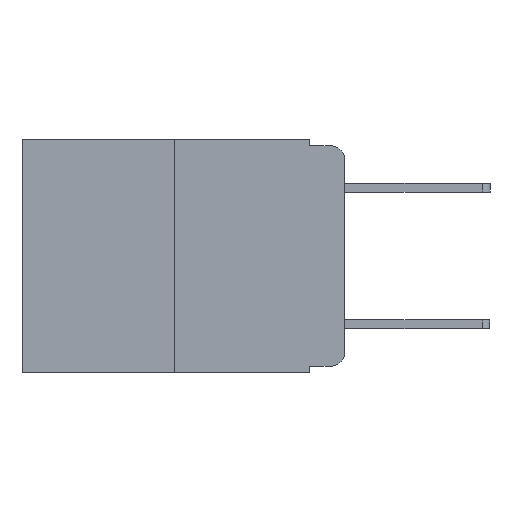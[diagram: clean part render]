
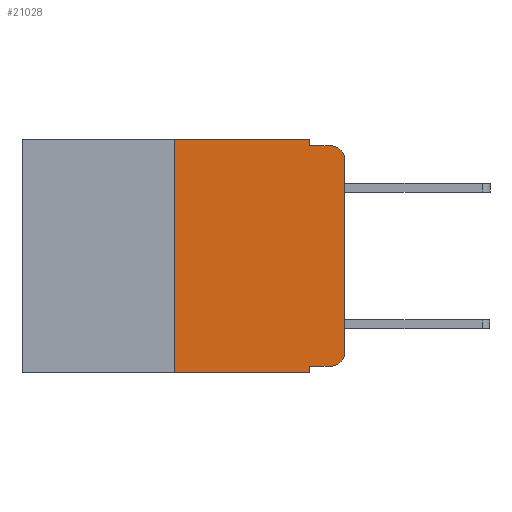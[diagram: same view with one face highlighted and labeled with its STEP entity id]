
A CAD part, left-side view. The second image highlights one B-rep face of the part: STEP entity #21028.
In plain terms, the highlighted planar face has unit normal (-1, 0, 0).
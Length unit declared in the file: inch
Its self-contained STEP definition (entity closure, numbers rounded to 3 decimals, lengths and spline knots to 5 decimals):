
#70 = EDGE_CURVE ( 'NONE', #9218, #3963, #22263, .T. ) ;
#396 = VERTEX_POINT ( 'NONE', #8719 ) ;
#707 = VECTOR ( 'NONE', #13227, 39.37008 ) ;
#885 = DIRECTION ( 'NONE',  ( 0., -1., 0. ) ) ;
#1021 = ORIENTED_EDGE ( 'NONE', *, *, #13191, .F. ) ;
#1255 = CARTESIAN_POINT ( 'NONE',  ( 0., 0.473, 0. ) ) ;
#1384 = EDGE_CURVE ( 'NONE', #9218, #4813, #21389, .T. ) ;
#1856 = EDGE_CURVE ( 'NONE', #4232, #4457, #14893, .T. ) ;
#1984 = ORIENTED_EDGE ( 'NONE', *, *, #13984, .T. ) ;
#1985 = CARTESIAN_POINT ( 'NONE',  ( 0., 0.051, -0.333 ) ) ;
#2108 = ORIENTED_EDGE ( 'NONE', *, *, #21876, .T. ) ;
#2301 = CARTESIAN_POINT ( 'NONE',  ( 0., 0.02, -0.313 ) ) ;
#2462 = LINE ( 'NONE', #19631, #20892 ) ;
#3037 = DIRECTION ( 'NONE',  ( 0., 0., -1. ) ) ;
#3859 = VERTEX_POINT ( 'NONE', #20071 ) ;
#3963 = VERTEX_POINT ( 'NONE', #23154 ) ;
#4232 = VERTEX_POINT ( 'NONE', #15834 ) ;
#4450 = AXIS2_PLACEMENT_3D ( 'NONE', #18734, #9670, #22279 ) ;
#4457 = VERTEX_POINT ( 'NONE', #21366 ) ;
#4813 = VERTEX_POINT ( 'NONE', #12459 ) ;
#5021 = ORIENTED_EDGE ( 'NONE', *, *, #15010, .F. ) ;
#5255 = EDGE_CURVE ( 'NONE', #15254, #12279, #2462, .T. ) ;
#5372 = ORIENTED_EDGE ( 'NONE', *, *, #1856, .T. ) ;
#5841 = LINE ( 'NONE', #1985, #707 ) ;
#5876 = PLANE ( 'NONE',  #4450 ) ;
#5974 = VECTOR ( 'NONE', #13046, 39.37008 ) ;
#6503 = DIRECTION ( 'NONE',  ( -1., 0., 0. ) ) ;
#6605 = CARTESIAN_POINT ( 'NONE',  ( 0., 0.051, -0.01 ) ) ;
#6616 = LINE ( 'NONE', #10638, #20044 ) ;
#7158 = DIRECTION ( 'NONE',  ( 0., 0., 1. ) ) ;
#7273 = ORIENTED_EDGE ( 'NONE', *, *, #18813, .F. ) ;
#7509 = ORIENTED_EDGE ( 'NONE', *, *, #5255, .F. ) ;
#8719 = CARTESIAN_POINT ( 'NONE',  ( 0., 0., -0.03 ) ) ;
#9218 = VERTEX_POINT ( 'NONE', #21603 ) ;
#9670 = DIRECTION ( 'NONE',  ( 1., 0., 0. ) ) ;
#10077 = VECTOR ( 'NONE', #7158, 39.37008 ) ;
#10592 = DIRECTION ( 'NONE',  ( 0., 0., -1. ) ) ;
#10600 = DIRECTION ( 'NONE',  ( 0., 0., -1. ) ) ;
#10638 = CARTESIAN_POINT ( 'NONE',  ( 0., 0.051, 0. ) ) ;
#10729 = EDGE_CURVE ( 'NONE', #3859, #4232, #5841, .T. ) ;
#11202 = CARTESIAN_POINT ( 'NONE',  ( 0., 0., 0. ) ) ;
#11367 = LINE ( 'NONE', #1255, #20971 ) ;
#11468 = LINE ( 'NONE', #6605, #21614 ) ;
#12139 = VECTOR ( 'NONE', #17952, 39.37008 ) ;
#12279 = VERTEX_POINT ( 'NONE', #16799 ) ;
#12459 = CARTESIAN_POINT ( 'NONE',  ( 0., 0.25, 0. ) ) ;
#12642 = ORIENTED_EDGE ( 'NONE', *, *, #1384, .F. ) ;
#12664 = CARTESIAN_POINT ( 'NONE',  ( 0., 0.25, 0. ) ) ;
#13046 = DIRECTION ( 'NONE',  ( 0., 0., 1. ) ) ;
#13191 = EDGE_CURVE ( 'NONE', #3859, #3963, #6616, .T. ) ;
#13227 = DIRECTION ( 'NONE',  ( 0., -1., 0. ) ) ;
#13984 = EDGE_CURVE ( 'NONE', #4457, #396, #20562, .T. ) ;
#14371 = DIRECTION ( 'NONE',  ( 0., -1., 0. ) ) ;
#14584 = ORIENTED_EDGE ( 'NONE', *, *, #10729, .T. ) ;
#14613 = ORIENTED_EDGE ( 'NONE', *, *, #70, .T. ) ;
#14893 = CIRCLE ( 'NONE', #23263, 0.02 ) ;
#15010 = EDGE_CURVE ( 'NONE', #4813, #15254, #11367, .T. ) ;
#15254 = VERTEX_POINT ( 'NONE', #21471 ) ;
#15834 = CARTESIAN_POINT ( 'NONE',  ( 0., 0.02, -0.333 ) ) ;
#16799 = CARTESIAN_POINT ( 'NONE',  ( 0., 0.051, -0.01 ) ) ;
#16806 = EDGE_LOOP ( 'NONE', ( #1984, #2108, #7273, #7509, #5021, #12642, #14613, #1021, #14584, #5372 ) ) ;
#17203 = CARTESIAN_POINT ( 'NONE',  ( 0., 0.02, -0.01 ) ) ;
#17516 = CARTESIAN_POINT ( 'NONE',  ( 0., 0.02, -0.03 ) ) ;
#17952 = DIRECTION ( 'NONE',  ( 0., -1., 0. ) ) ;
#18734 = CARTESIAN_POINT ( 'NONE',  ( 0., 0.473, 0. ) ) ;
#18813 = EDGE_CURVE ( 'NONE', #12279, #21747, #11468, .T. ) ;
#19313 = DIRECTION ( 'NONE',  ( 0., 0., -1. ) ) ;
#19478 = CARTESIAN_POINT ( 'NONE',  ( 0., 0.473, -0.343 ) ) ;
#19555 = AXIS2_PLACEMENT_3D ( 'NONE', #17516, #6503, #19313 ) ;
#19631 = CARTESIAN_POINT ( 'NONE',  ( 0., 0.051, 0. ) ) ;
#20044 = VECTOR ( 'NONE', #3037, 39.37008 ) ;
#20071 = CARTESIAN_POINT ( 'NONE',  ( 0., 0.051, -0.333 ) ) ;
#20562 = LINE ( 'NONE', #11202, #5974 ) ;
#20892 = VECTOR ( 'NONE', #10592, 39.37008 ) ;
#20971 = VECTOR ( 'NONE', #14371, 39.37008 ) ;
#21028 = ADVANCED_FACE ( 'NONE', ( #22417 ), #5876, .F. ) ;
#21366 = CARTESIAN_POINT ( 'NONE',  ( 0., 0., -0.313 ) ) ;
#21389 = LINE ( 'NONE', #12664, #10077 ) ;
#21471 = CARTESIAN_POINT ( 'NONE',  ( 0., 0.051, 0. ) ) ;
#21603 = CARTESIAN_POINT ( 'NONE',  ( 0., 0.25, -0.343 ) ) ;
#21614 = VECTOR ( 'NONE', #885, 39.37008 ) ;
#21747 = VERTEX_POINT ( 'NONE', #17203 ) ;
#21876 = EDGE_CURVE ( 'NONE', #396, #21747, #22697, .T. ) ;
#22263 = LINE ( 'NONE', #19478, #12139 ) ;
#22279 = DIRECTION ( 'NONE',  ( 0., 0., -1. ) ) ;
#22417 = FACE_OUTER_BOUND ( 'NONE', #16806, .T. ) ;
#22697 = CIRCLE ( 'NONE', #19555, 0.02 ) ;
#23154 = CARTESIAN_POINT ( 'NONE',  ( 0., 0.051, -0.343 ) ) ;
#23263 = AXIS2_PLACEMENT_3D ( 'NONE', #2301, #23317, #10600 ) ;
#23317 = DIRECTION ( 'NONE',  ( -1., 0., 0. ) ) ;
